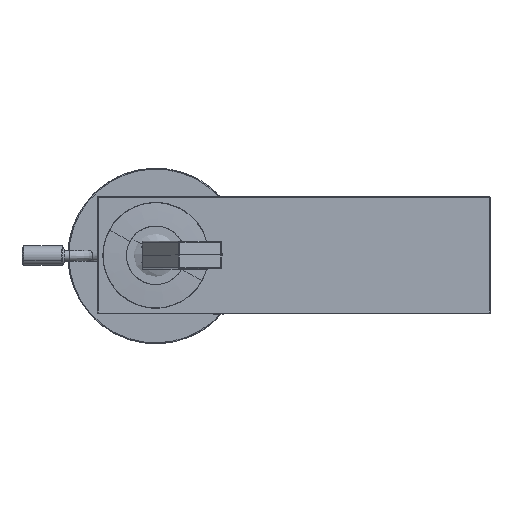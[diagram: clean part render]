
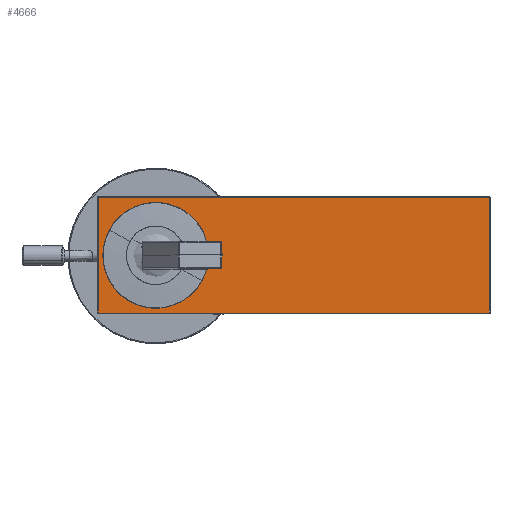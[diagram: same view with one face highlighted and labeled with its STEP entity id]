
A CAD part, top view. The second image highlights one B-rep face of the part: STEP entity #4666.
In plain terms, the highlighted planar face has unit normal (0, 0, 1).
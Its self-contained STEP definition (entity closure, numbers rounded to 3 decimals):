
#1201=CARTESIAN_POINT(' ',(119.7,20.7,140.));
#1202=VERTEX_POINT(' ',#1201);
#2526=CARTESIAN_POINT(' ',(-20.7,20.7,140.));
#2527=VERTEX_POINT(' ',#2526);
#2541=CARTESIAN_POINT(' ',(-20.7,20.7,140.));
#2546=DIRECTION(' ',(1.,0.,0.));
#2551=VECTOR(' ',#2546,1.);
#2556=LINE('',#2541,#2551);
#2561=EDGE_CURVE(' ',#2527,#1202,#2556,.T.);
#2631=CARTESIAN_POINT(' ',(119.7,20.7,140.));
#2636=DIRECTION(' ',(0.,-1.,0.));
#2641=VECTOR(' ',#2636,1.);
#2646=LINE('',#2631,#2641);
#2651=CARTESIAN_POINT(' ',(119.7,-20.7,140.));
#2652=VERTEX_POINT(' ',#2651);
#2656=EDGE_CURVE(' ',#1202,#2652,#2646,.T.);
#4386=DIRECTION(' ',(0.,0.,1.));
#4391=CARTESIAN_POINT(' ',(-20.7,-20.7,140.));
#4396=DIRECTION(' ',(1.,0.,0.));
#4401=AXIS2_PLACEMENT_3D(' ',#4391,#4386,#4396);
#4406=PLANE('',#4401);
#4411=ORIENTED_EDGE(' ',*,*,#2656,.F.);
#4416=ORIENTED_EDGE(' ',*,*,#2561,.F.);
#4421=CARTESIAN_POINT(' ',(-20.7,20.7,140.));
#4426=DIRECTION(' ',(0.,-1.,0.));
#4431=VECTOR(' ',#4426,1.);
#4436=LINE('',#4421,#4431);
#4441=CARTESIAN_POINT(' ',(-20.7,-20.7,140.));
#4442=VERTEX_POINT(' ',#4441);
#4446=EDGE_CURVE(' ',#2527,#4442,#4436,.T.);
#4451=ORIENTED_EDGE(' ',*,*,#4446,.T.);
#4456=CARTESIAN_POINT(' ',(-20.7,-20.7,140.));
#4461=DIRECTION(' ',(1.,0.,0.));
#4466=VECTOR(' ',#4461,1.);
#4471=LINE('',#4456,#4466);
#4476=EDGE_CURVE(' ',#4442,#2652,#4471,.T.);
#4481=ORIENTED_EDGE(' ',*,*,#4476,.T.);
#4486=EDGE_LOOP(' ',(#4411,#4416,#4451,#4481));
#4491=FACE_OUTER_BOUND(' ',#4486,.T.);
#4496=CARTESIAN_POINT(' ',(0.,0.,140.));
#4501=DIRECTION(' ',(0.,0.,1.));
#4506=DIRECTION(' ',(1.,0.,0.));
#4511=AXIS2_PLACEMENT_3D(' ',#4496,#4501,#4506);
#4516=CIRCLE('',#4511,19.);
#4521=CARTESIAN_POINT(' ',(19.,0.,140.));
#4522=VERTEX_POINT(' ',#4521);
#4526=CARTESIAN_POINT(' ',(16.674,9.109,140.));
#4527=VERTEX_POINT(' ',#4526);
#4531=EDGE_CURVE(' ',#4522,#4527,#4516,.T.);
#4536=ORIENTED_EDGE(' ',*,*,#4531,.F.);
#4541=CARTESIAN_POINT(' ',(0.,0.,140.));
#4546=DIRECTION(' ',(-0.,0.,-1.));
#4551=DIRECTION(' ',(1.,0.,0.));
#4556=AXIS2_PLACEMENT_3D(' ',#4541,#4546,#4551);
#4561=CIRCLE('',#4556,19.);
#4566=CARTESIAN_POINT(' ',(16.674,-9.109,140.));
#4567=VERTEX_POINT(' ',#4566);
#4571=EDGE_CURVE(' ',#4522,#4567,#4561,.T.);
#4576=ORIENTED_EDGE(' ',*,*,#4571,.T.);
#4581=CARTESIAN_POINT(' ',(0.,0.,140.));
#4586=DIRECTION(' ',(0.,0.,-1.));
#4591=DIRECTION(' ',(0.878,-0.479,0.));
#4596=AXIS2_PLACEMENT_3D(' ',#4581,#4586,#4591);
#4601=CIRCLE('',#4596,19.);
#4606=CARTESIAN_POINT(' ',(-19.,0.,140.));
#4607=VERTEX_POINT(' ',#4606);
#4611=EDGE_CURVE(' ',#4567,#4607,#4601,.T.);
#4616=ORIENTED_EDGE(' ',*,*,#4611,.T.);
#4621=CARTESIAN_POINT(' ',(0.,0.,140.));
#4626=DIRECTION(' ',(0.,0.,1.));
#4631=DIRECTION(' ',(0.878,0.479,0.));
#4636=AXIS2_PLACEMENT_3D(' ',#4621,#4626,#4631);
#4641=CIRCLE('',#4636,19.);
#4646=EDGE_CURVE(' ',#4527,#4607,#4641,.T.);
#4651=ORIENTED_EDGE(' ',*,*,#4646,.F.);
#4656=EDGE_LOOP(' ',(#4536,#4576,#4616,#4651));
#4661=FACE_BOUND(' ',#4656,.T.);
#4666=ADVANCED_FACE('',(#4491,#4661),#4406,.T.);
